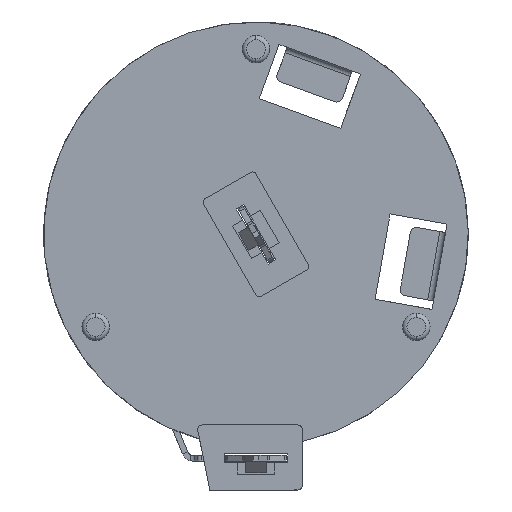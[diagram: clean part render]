
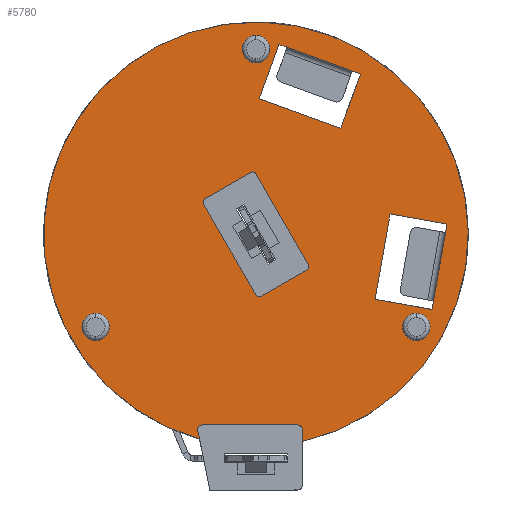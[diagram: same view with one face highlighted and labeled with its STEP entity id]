
A CAD part, front view. The second image highlights one B-rep face of the part: STEP entity #5780.
In plain terms, the highlighted planar face has unit normal (0, -1, 0).
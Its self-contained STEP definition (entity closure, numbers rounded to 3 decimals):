
#45=FACE_BOUND('',#733,.T.);
#46=FACE_BOUND('',#734,.T.);
#47=FACE_BOUND('',#735,.T.);
#48=FACE_BOUND('',#736,.T.);
#49=FACE_BOUND('',#737,.T.);
#50=FACE_BOUND('',#738,.T.);
#167=PLANE('',#6219);
#424=FACE_OUTER_BOUND('',#732,.T.);
#732=EDGE_LOOP('',(#4536,#4537,#4538,#4539,#4540,#4541));
#733=EDGE_LOOP('',(#4542));
#734=EDGE_LOOP('',(#4543));
#735=EDGE_LOOP('',(#4544));
#736=EDGE_LOOP('',(#4545,#4546,#4547,#4548));
#737=EDGE_LOOP('',(#4549,#4550,#4551,#4552));
#738=EDGE_LOOP('',(#4553,#4554,#4555,#4556,#4557,#4558,#4559,#4560));
#1025=CIRCLE('',#6220,0.15);
#1026=CIRCLE('',#6221,0.15);
#1027=CIRCLE('',#6222,7.35);
#1028=CIRCLE('',#6223,0.475);
#1029=CIRCLE('',#6224,0.475);
#1030=CIRCLE('',#6225,0.475);
#1031=CIRCLE('',#6226,0.15);
#1032=CIRCLE('',#6227,0.15);
#1033=CIRCLE('',#6228,0.15);
#1034=CIRCLE('',#6229,0.15);
#1405=LINE('',#9734,#1980);
#1412=LINE('',#9752,#1987);
#1460=LINE('',#9911,#2035);
#1462=LINE('',#9918,#2037);
#1463=LINE('',#9922,#2038);
#1464=LINE('',#9925,#2039);
#1465=LINE('',#9932,#2040);
#1466=LINE('',#9935,#2041);
#1467=LINE('',#9937,#2042);
#1468=LINE('',#9939,#2043);
#1469=LINE('',#9940,#2044);
#1470=LINE('',#9945,#2045);
#1471=LINE('',#9949,#2046);
#1472=LINE('',#9953,#2047);
#1473=LINE('',#9956,#2048);
#1980=VECTOR('',#7240,10.);
#1987=VECTOR('',#7255,10.);
#2035=VECTOR('',#7355,10.);
#2037=VECTOR('',#7361,10.);
#2038=VECTOR('',#7364,10.);
#2039=VECTOR('',#7367,10.);
#2040=VECTOR('',#7374,10.);
#2041=VECTOR('',#7375,10.);
#2042=VECTOR('',#7376,10.);
#2043=VECTOR('',#7377,10.);
#2044=VECTOR('',#7378,10.);
#2045=VECTOR('',#7381,10.);
#2046=VECTOR('',#7384,10.);
#2047=VECTOR('',#7387,10.);
#2048=VECTOR('',#7390,10.);
#2529=VERTEX_POINT('',#9731);
#2530=VERTEX_POINT('',#9733);
#2537=VERTEX_POINT('',#9750);
#2592=VERTEX_POINT('',#9909);
#2593=VERTEX_POINT('',#9914);
#2594=VERTEX_POINT('',#9915);
#2595=VERTEX_POINT('',#9917);
#2596=VERTEX_POINT('',#9919);
#2597=VERTEX_POINT('',#9921);
#2598=VERTEX_POINT('',#9923);
#2599=VERTEX_POINT('',#9926);
#2600=VERTEX_POINT('',#9928);
#2601=VERTEX_POINT('',#9930);
#2602=VERTEX_POINT('',#9933);
#2603=VERTEX_POINT('',#9934);
#2604=VERTEX_POINT('',#9936);
#2605=VERTEX_POINT('',#9938);
#2606=VERTEX_POINT('',#9941);
#2607=VERTEX_POINT('',#9942);
#2608=VERTEX_POINT('',#9944);
#2609=VERTEX_POINT('',#9946);
#2610=VERTEX_POINT('',#9948);
#2611=VERTEX_POINT('',#9950);
#2612=VERTEX_POINT('',#9952);
#2613=VERTEX_POINT('',#9954);
#3204=EDGE_CURVE('',#2529,#2530,#1405,.T.);
#3213=EDGE_CURVE('',#2529,#2537,#1412,.T.);
#3280=EDGE_CURVE('',#2537,#2592,#1460,.T.);
#3282=EDGE_CURVE('',#2593,#2594,#1025,.T.);
#3283=EDGE_CURVE('',#2595,#2593,#1462,.T.);
#3284=EDGE_CURVE('',#2596,#2595,#1026,.T.);
#3285=EDGE_CURVE('',#2597,#2596,#1463,.T.);
#3286=EDGE_CURVE('',#2598,#2597,#1027,.T.);
#3287=EDGE_CURVE('',#2598,#2594,#1464,.T.);
#3288=EDGE_CURVE('',#2599,#2599,#1028,.T.);
#3289=EDGE_CURVE('',#2600,#2600,#1029,.T.);
#3290=EDGE_CURVE('',#2601,#2601,#1030,.T.);
#3291=EDGE_CURVE('',#2530,#2592,#1465,.T.);
#3292=EDGE_CURVE('',#2602,#2603,#1466,.T.);
#3293=EDGE_CURVE('',#2604,#2603,#1467,.T.);
#3294=EDGE_CURVE('',#2604,#2605,#1468,.T.);
#3295=EDGE_CURVE('',#2602,#2605,#1469,.T.);
#3296=EDGE_CURVE('',#2606,#2607,#1031,.T.);
#3297=EDGE_CURVE('',#2608,#2606,#1470,.T.);
#3298=EDGE_CURVE('',#2609,#2608,#1032,.T.);
#3299=EDGE_CURVE('',#2610,#2609,#1471,.T.);
#3300=EDGE_CURVE('',#2611,#2610,#1033,.T.);
#3301=EDGE_CURVE('',#2612,#2611,#1472,.T.);
#3302=EDGE_CURVE('',#2613,#2612,#1034,.T.);
#3303=EDGE_CURVE('',#2607,#2613,#1473,.T.);
#4536=ORIENTED_EDGE('',*,*,#3282,.F.);
#4537=ORIENTED_EDGE('',*,*,#3283,.F.);
#4538=ORIENTED_EDGE('',*,*,#3284,.F.);
#4539=ORIENTED_EDGE('',*,*,#3285,.F.);
#4540=ORIENTED_EDGE('',*,*,#3286,.F.);
#4541=ORIENTED_EDGE('',*,*,#3287,.T.);
#4542=ORIENTED_EDGE('',*,*,#3288,.F.);
#4543=ORIENTED_EDGE('',*,*,#3289,.F.);
#4544=ORIENTED_EDGE('',*,*,#3290,.F.);
#4545=ORIENTED_EDGE('',*,*,#3204,.F.);
#4546=ORIENTED_EDGE('',*,*,#3213,.T.);
#4547=ORIENTED_EDGE('',*,*,#3280,.T.);
#4548=ORIENTED_EDGE('',*,*,#3291,.F.);
#4549=ORIENTED_EDGE('',*,*,#3292,.T.);
#4550=ORIENTED_EDGE('',*,*,#3293,.F.);
#4551=ORIENTED_EDGE('',*,*,#3294,.T.);
#4552=ORIENTED_EDGE('',*,*,#3295,.F.);
#4553=ORIENTED_EDGE('',*,*,#3296,.F.);
#4554=ORIENTED_EDGE('',*,*,#3297,.F.);
#4555=ORIENTED_EDGE('',*,*,#3298,.F.);
#4556=ORIENTED_EDGE('',*,*,#3299,.F.);
#4557=ORIENTED_EDGE('',*,*,#3300,.F.);
#4558=ORIENTED_EDGE('',*,*,#3301,.F.);
#4559=ORIENTED_EDGE('',*,*,#3302,.F.);
#4560=ORIENTED_EDGE('',*,*,#3303,.F.);
#5780=ADVANCED_FACE('',(#424,#45,#46,#47,#48,#49,#50),#167,.F.);
#6219=AXIS2_PLACEMENT_3D('',#9913,#7357,#7358);
#6220=AXIS2_PLACEMENT_3D('',#9916,#7359,#7360);
#6221=AXIS2_PLACEMENT_3D('',#9920,#7362,#7363);
#6222=AXIS2_PLACEMENT_3D('',#9924,#7365,#7366);
#6223=AXIS2_PLACEMENT_3D('',#9927,#7368,#7369);
#6224=AXIS2_PLACEMENT_3D('',#9929,#7370,#7371);
#6225=AXIS2_PLACEMENT_3D('',#9931,#7372,#7373);
#6226=AXIS2_PLACEMENT_3D('',#9943,#7379,#7380);
#6227=AXIS2_PLACEMENT_3D('',#9947,#7382,#7383);
#6228=AXIS2_PLACEMENT_3D('',#9951,#7385,#7386);
#6229=AXIS2_PLACEMENT_3D('',#9955,#7388,#7389);
#7240=DIRECTION('',(-0.342,0.,-0.94));
#7255=DIRECTION('',(0.94,0.,-0.342));
#7355=DIRECTION('',(-0.342,0.,-0.94));
#7357=DIRECTION('center_axis',(0.,1.,0.));
#7358=DIRECTION('ref_axis',(0.,0.,1.));
#7359=DIRECTION('center_axis',(0.,-1.,0.));
#7360=DIRECTION('ref_axis',(-0.981,0.,-0.196));
#7361=DIRECTION('',(-1.,0.,0.));
#7362=DIRECTION('center_axis',(0.,-1.,0.));
#7363=DIRECTION('ref_axis',(0.,0.,1.));
#7364=DIRECTION('',(0.,0.,1.));
#7365=DIRECTION('center_axis',(0.,1.,0.));
#7366=DIRECTION('ref_axis',(0.218,0.,-0.976));
#7367=DIRECTION('',(-0.196,0.,0.981));
#7368=DIRECTION('center_axis',(0.,-1.,0.));
#7369=DIRECTION('ref_axis',(0.,0.,1.));
#7370=DIRECTION('center_axis',(0.,-1.,0.));
#7371=DIRECTION('ref_axis',(0.,0.,1.));
#7372=DIRECTION('center_axis',(0.,-1.,0.));
#7373=DIRECTION('ref_axis',(0.,0.,1.));
#7374=DIRECTION('',(0.94,0.,-0.342));
#7375=DIRECTION('',(-0.985,0.,0.174));
#7376=DIRECTION('',(-0.174,0.,-0.985));
#7377=DIRECTION('',(0.985,0.,-0.174));
#7378=DIRECTION('',(0.174,0.,0.985));
#7379=DIRECTION('center_axis',(0.,-1.,0.));
#7380=DIRECTION('ref_axis',(-0.5,0.,0.866));
#7381=DIRECTION('',(-0.5,0.,0.866));
#7382=DIRECTION('center_axis',(0.,-1.,0.));
#7383=DIRECTION('ref_axis',(0.866,0.,0.5));
#7384=DIRECTION('',(0.866,0.,0.5));
#7385=DIRECTION('center_axis',(0.,-1.,0.));
#7386=DIRECTION('ref_axis',(0.5,0.,-0.866));
#7387=DIRECTION('',(0.5,0.,-0.866));
#7388=DIRECTION('center_axis',(0.,-1.,0.));
#7389=DIRECTION('ref_axis',(-0.866,0.,-0.5));
#7390=DIRECTION('',(-0.866,0.,-0.5));
#9731=CARTESIAN_POINT('',(0.796,0.,6.574));
#9733=CARTESIAN_POINT('',(0.112,0.,4.695));
#9734=CARTESIAN_POINT('',(0.796,0.,6.574));
#9750=CARTESIAN_POINT('',(3.616,0.,5.548));
#9752=CARTESIAN_POINT('',(0.796,0.,6.574));
#9909=CARTESIAN_POINT('',(2.932,0.,3.669));
#9911=CARTESIAN_POINT('',(3.616,0.,5.548));
#9913=CARTESIAN_POINT('Origin',(0.,0.,7.437));
#9914=CARTESIAN_POINT('',(-1.867,0.,-6.6));
#9915=CARTESIAN_POINT('',(-2.014,0.,-6.779));
#9916=CARTESIAN_POINT('Origin',(-1.867,0.,-6.75));
#9917=CARTESIAN_POINT('',(1.45,0.,-6.6));
#9918=CARTESIAN_POINT('',(1.45,0.,-6.6));
#9919=CARTESIAN_POINT('',(1.6,0.,-6.75));
#9920=CARTESIAN_POINT('Origin',(1.45,0.,
-6.75));
#9921=CARTESIAN_POINT('',(1.6,0.,-7.174));
#9922=CARTESIAN_POINT('',(1.6,0.,-7.174));
#9923=CARTESIAN_POINT('',(-1.953,0.,-7.086));
#9924=CARTESIAN_POINT('Origin',(0.,0.,0.));
#9925=CARTESIAN_POINT('',(-1.953,0.,-7.086));
#9926=CARTESIAN_POINT('',(5.55,0.,-2.729));
#9927=CARTESIAN_POINT('Origin',(5.55,0.,-3.204));
#9928=CARTESIAN_POINT('',(-5.55,0.,-2.729));
#9929=CARTESIAN_POINT('Origin',(-5.55,0.,-3.204));
#9930=CARTESIAN_POINT('',(0.,0.,6.884));
#9931=CARTESIAN_POINT('Origin',(0.,0.,6.409));
#9932=CARTESIAN_POINT('',(0.112,0.,4.695));
#9933=CARTESIAN_POINT('',(6.092,0.,-2.597));
#9934=CARTESIAN_POINT('',(4.122,0.,-2.25));
#9935=CARTESIAN_POINT('',(6.092,0.,-2.597));
#9936=CARTESIAN_POINT('',(4.643,0.,0.704));
#9937=CARTESIAN_POINT('',(4.643,0.,0.704));
#9938=CARTESIAN_POINT('',(6.612,0.,0.357));
#9939=CARTESIAN_POINT('',(4.643,0.,0.704));
#9940=CARTESIAN_POINT('',(6.092,0.,-2.597));
#9941=CARTESIAN_POINT('',(0.009,0.,2.084));
#9942=CARTESIAN_POINT('',(-0.196,0.,2.139));
#9943=CARTESIAN_POINT('Origin',(-0.121,0.,2.009));
#9944=CARTESIAN_POINT('',(1.809,0.,-1.034));
#9945=CARTESIAN_POINT('',(1.809,0.,-1.034));
#9946=CARTESIAN_POINT('',(1.754,0.,-1.239));
#9947=CARTESIAN_POINT('Origin',(1.679,0.,-1.109));
#9948=CARTESIAN_POINT('',(0.196,0.,-2.139));
#9949=CARTESIAN_POINT('',(0.196,0.,-2.139));
#9950=CARTESIAN_POINT('',(-0.009,0.,-2.084));
#9951=CARTESIAN_POINT('Origin',(0.121,0.,-2.009));
#9952=CARTESIAN_POINT('',(-1.809,0.,1.034));
#9953=CARTESIAN_POINT('',(-1.809,0.,1.034));
#9954=CARTESIAN_POINT('',(-1.754,0.,1.239));
#9955=CARTESIAN_POINT('Origin',(-1.679,0.,1.109));
#9956=CARTESIAN_POINT('',(-0.196,0.,2.139));
